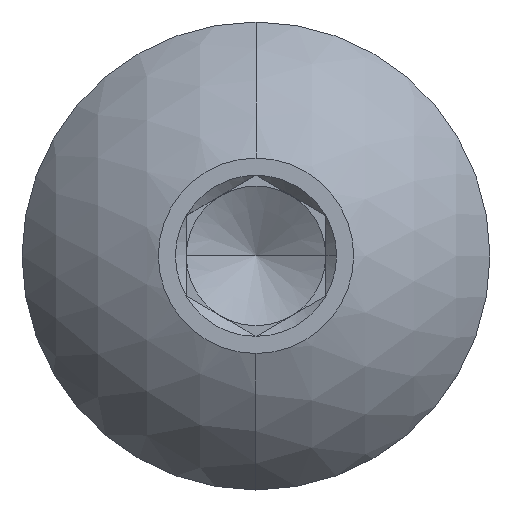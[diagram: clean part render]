
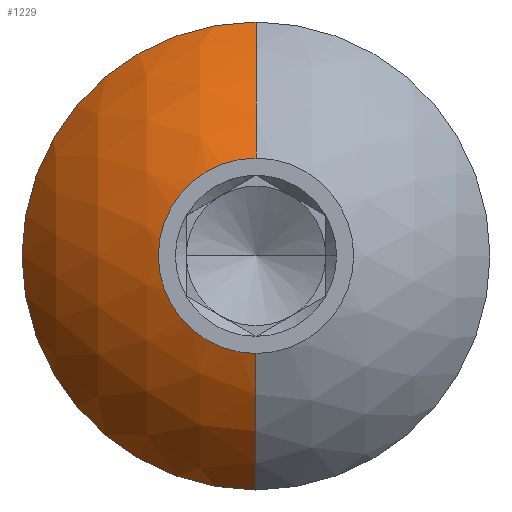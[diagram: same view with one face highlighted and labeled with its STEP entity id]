
A CAD part, top view. The second image highlights one B-rep face of the part: STEP entity #1229.
In plain terms, the highlighted spherical face has radius 3.88 mm.
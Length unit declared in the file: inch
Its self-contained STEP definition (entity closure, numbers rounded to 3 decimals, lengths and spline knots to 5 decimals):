
#107 = ORIENTED_EDGE ( 'NONE', *, *, #3386, .F. ) ;
#151 = ORIENTED_EDGE ( 'NONE', *, *, #3481, .T. ) ;
#363 = SPHERICAL_SURFACE ( 'NONE', #377, 0.15274 ) ;
#377 = AXIS2_PLACEMENT_3D ( 'NONE', #2890, #3250, #1009 ) ;
#578 = DIRECTION ( 'NONE',  ( -1., 0., 0. ) ) ;
#603 = CIRCLE ( 'NONE', #972, 0.131 ) ;
#650 = CARTESIAN_POINT ( 'NONE',  ( 0., 0.131, 0.22243 ) ) ;
#664 = AXIS2_PLACEMENT_3D ( 'NONE', #3342, #2200, #4763 ) ;
#743 = VERTEX_POINT ( 'NONE', #2547 ) ;
#953 = FACE_OUTER_BOUND ( 'NONE', #1613, .T. ) ;
#972 = AXIS2_PLACEMENT_3D ( 'NONE', #1089, #1466, #2971 ) ;
#976 = DIRECTION ( 'NONE',  ( 1., 0., 0. ) ) ;
#1009 = DIRECTION ( 'NONE',  ( 0., 1., 0. ) ) ;
#1032 = VERTEX_POINT ( 'NONE', #3096 ) ;
#1089 = CARTESIAN_POINT ( 'NONE',  ( 0., 0., 0.22243 ) ) ;
#1229 = ADVANCED_FACE ( 'NONE', ( #953 ), #363, .T. ) ;
#1258 = CIRCLE ( 'NONE', #3883, 0.131 ) ;
#1290 = EDGE_CURVE ( 'NONE', #2964, #1032, #603, .T. ) ;
#1390 = CARTESIAN_POINT ( 'NONE',  ( 0., -0.131, 0.22243 ) ) ;
#1408 = EDGE_CURVE ( 'NONE', #1032, #3658, #1258, .T. ) ;
#1451 = DIRECTION ( 'NONE',  ( 0., 0., 1. ) ) ;
#1466 = DIRECTION ( 'NONE',  ( 0., 0., 1. ) ) ;
#1530 = CIRCLE ( 'NONE', #1637, 0.05469 ) ;
#1613 = EDGE_LOOP ( 'NONE', ( #2736, #151, #107, #2675, #3702 ) ) ;
#1637 = AXIS2_PLACEMENT_3D ( 'NONE', #4361, #2887, #976 ) ;
#1811 = EDGE_CURVE ( 'NONE', #2964, #3662, #3992, .T. ) ;
#2056 = CARTESIAN_POINT ( 'NONE',  ( 0., 0., 0.14388 ) ) ;
#2200 = DIRECTION ( 'NONE',  ( 1., 0., 0. ) ) ;
#2221 = CARTESIAN_POINT ( 'NONE',  ( 0., 0., 0.22243 ) ) ;
#2547 = CARTESIAN_POINT ( 'NONE',  ( 0., -0.05469, 0.2865 ) ) ;
#2675 = ORIENTED_EDGE ( 'NONE', *, *, #1811, .F. ) ;
#2736 = ORIENTED_EDGE ( 'NONE', *, *, #1408, .T. ) ;
#2887 = DIRECTION ( 'NONE',  ( 0., 0., 1. ) ) ;
#2890 = CARTESIAN_POINT ( 'NONE',  ( 0., 0., 0.14388 ) ) ;
#2964 = VERTEX_POINT ( 'NONE', #650 ) ;
#2971 = DIRECTION ( 'NONE',  ( 1., 0., 0. ) ) ;
#3096 = CARTESIAN_POINT ( 'NONE',  ( -0.131, 0., 0.22243 ) ) ;
#3183 = DIRECTION ( 'NONE',  ( 0., -1., 0. ) ) ;
#3250 = DIRECTION ( 'NONE',  ( -1., 0., 0. ) ) ;
#3342 = CARTESIAN_POINT ( 'NONE',  ( 0., 0., 0.14388 ) ) ;
#3386 = EDGE_CURVE ( 'NONE', #3662, #743, #1530, .T. ) ;
#3481 = EDGE_CURVE ( 'NONE', #3658, #743, #3521, .T. ) ;
#3521 = CIRCLE ( 'NONE', #4565, 0.15274 ) ;
#3658 = VERTEX_POINT ( 'NONE', #1390 ) ;
#3662 = VERTEX_POINT ( 'NONE', #4002 ) ;
#3702 = ORIENTED_EDGE ( 'NONE', *, *, #1290, .T. ) ;
#3883 = AXIS2_PLACEMENT_3D ( 'NONE', #2221, #1451, #4837 ) ;
#3992 = CIRCLE ( 'NONE', #664, 0.15274 ) ;
#4002 = CARTESIAN_POINT ( 'NONE',  ( 0., 0.05469, 0.2865 ) ) ;
#4361 = CARTESIAN_POINT ( 'NONE',  ( 0., 0., 0.2865 ) ) ;
#4565 = AXIS2_PLACEMENT_3D ( 'NONE', #2056, #578, #3183 ) ;
#4763 = DIRECTION ( 'NONE',  ( 0., 0., -1. ) ) ;
#4837 = DIRECTION ( 'NONE',  ( 1., 0., 0. ) ) ;
